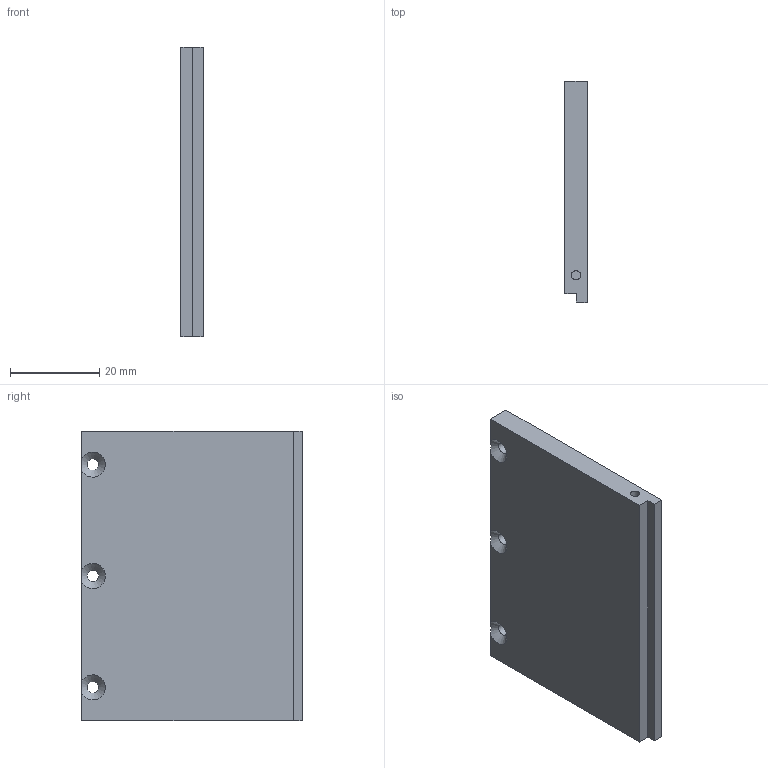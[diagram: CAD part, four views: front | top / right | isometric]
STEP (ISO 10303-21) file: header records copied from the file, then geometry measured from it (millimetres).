
FILE_DESCRIPTION(/* description */ (''),/* implementation_level */ '2;1');
FILE_NAME(/* name */ 'chamber_front_left.step',/* time_stamp */ '2025-09-03T11:09:37+02:00',/* author */ (''),/* organization */ (''),/* preprocessor_version */ 'ST-DEVELOPER v20.1',/* originating_system */ 'Autodesk Translation Framework v14.10.0.0',/* authorisation */ '');
FILE_SCHEMA (('AUTOMOTIVE_DESIGN { 1 0 10303 214 3 1 1 }'));
Length unit declared in the file: millimetre
Products named in the file (1): chamber_front_left
Bounding box: 5 x 49.5 x 65 mm (x, y, z)
Volume: 15597.7 mm3; surface area: 7711.2 mm2
Topology: 1 solids, 1 shells, 16 faces, 45 edges, 29 vertices
Faces by surface type: plane 9, cylinder 4, cone 3
Full cylindrical faces by diameter (mm): 2.075 x1, 2.6 x3
Entity records: 562 total; most frequent: CARTESIAN_POINT 103, ORIENTED_EDGE 90, DIRECTION 84, EDGE_CURVE 45, VERTEX_POINT 29, LINE 28, VECTOR 28, AXIS2_PLACEMENT_3D 28
